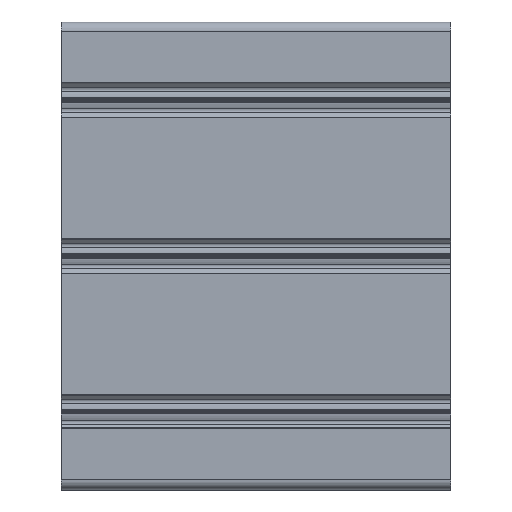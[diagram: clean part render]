
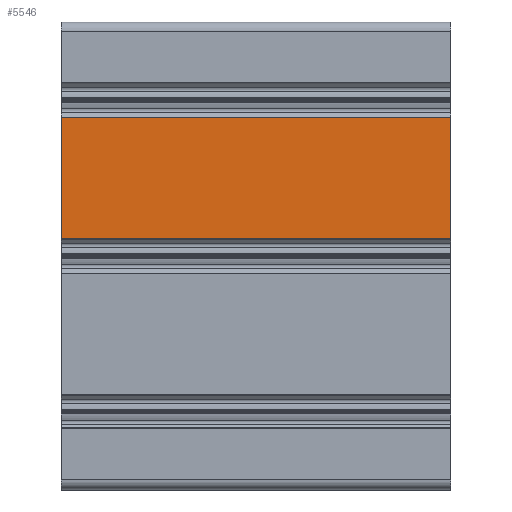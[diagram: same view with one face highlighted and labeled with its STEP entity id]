
A CAD part, top view. The second image highlights one B-rep face of the part: STEP entity #5546.
In plain terms, the highlighted planar face has unit normal (0, 0, 1).
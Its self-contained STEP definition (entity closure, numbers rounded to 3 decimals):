
#316 = CARTESIAN_POINT ( 'NONE',  ( 0., 35.599, 20. ) ) ;
#554 = EDGE_CURVE ( 'NONE', #4639, #10008, #1436, .T. ) ;
#1061 = CARTESIAN_POINT ( 'NONE',  ( 100., 35.599, 20. ) ) ;
#1088 = VECTOR ( 'NONE', #6180, 1000. ) ;
#1193 = ORIENTED_EDGE ( 'NONE', *, *, #554, .F. ) ;
#1436 = LINE ( 'NONE', #8281, #10149 ) ;
#2903 = VECTOR ( 'NONE', #3380, 1000. ) ;
#3103 = EDGE_CURVE ( 'NONE', #6255, #10008, #5569, .T. ) ;
#3275 = CARTESIAN_POINT ( 'NONE',  ( 100., 35.599, 20. ) ) ;
#3380 = DIRECTION ( 'NONE',  ( -1., 0., 0. ) ) ;
#4061 = EDGE_CURVE ( 'NONE', #9473, #4639, #8248, .T. ) ;
#4122 = DIRECTION ( 'NONE',  ( 0., 0., -1. ) ) ;
#4499 = ORIENTED_EDGE ( 'NONE', *, *, #3103, .T. ) ;
#4504 = EDGE_LOOP ( 'NONE', ( #4499, #1193, #6008, #5028 ) ) ;
#4639 = VERTEX_POINT ( 'NONE', #7219 ) ;
#4716 = CARTESIAN_POINT ( 'NONE',  ( 0., 4.401, 20. ) ) ;
#4896 = CARTESIAN_POINT ( 'NONE',  ( 0., 35.599, 20. ) ) ;
#4936 = DIRECTION ( 'NONE',  ( -1., 0., 0. ) ) ;
#5028 = ORIENTED_EDGE ( 'NONE', *, *, #7242, .T. ) ;
#5257 = DIRECTION ( 'NONE',  ( 0., -1., 0. ) ) ;
#5546 = ADVANCED_FACE ( 'NONE', ( #10437 ), #9197, .F. ) ;
#5569 = LINE ( 'NONE', #316, #1088 ) ;
#6008 = ORIENTED_EDGE ( 'NONE', *, *, #4061, .F. ) ;
#6180 = DIRECTION ( 'NONE',  ( 0., -1., 0. ) ) ;
#6254 = AXIS2_PLACEMENT_3D ( 'NONE', #3275, #4122, #10038 ) ;
#6255 = VERTEX_POINT ( 'NONE', #4896 ) ;
#6397 = CARTESIAN_POINT ( 'NONE',  ( 100., 35.599, 20. ) ) ;
#7130 = LINE ( 'NONE', #9308, #2903 ) ;
#7219 = CARTESIAN_POINT ( 'NONE',  ( 100., 4.401, 20. ) ) ;
#7242 = EDGE_CURVE ( 'NONE', #9473, #6255, #7130, .T. ) ;
#8248 = LINE ( 'NONE', #1061, #10774 ) ;
#8281 = CARTESIAN_POINT ( 'NONE',  ( 100., 4.401, 20. ) ) ;
#9197 = PLANE ( 'NONE',  #6254 ) ;
#9308 = CARTESIAN_POINT ( 'NONE',  ( 100., 35.599, 20. ) ) ;
#9473 = VERTEX_POINT ( 'NONE', #6397 ) ;
#10008 = VERTEX_POINT ( 'NONE', #4716 ) ;
#10038 = DIRECTION ( 'NONE',  ( -1., 0., 0. ) ) ;
#10149 = VECTOR ( 'NONE', #4936, 1000. ) ;
#10437 = FACE_OUTER_BOUND ( 'NONE', #4504, .T. ) ;
#10774 = VECTOR ( 'NONE', #5257, 1000. ) ;
